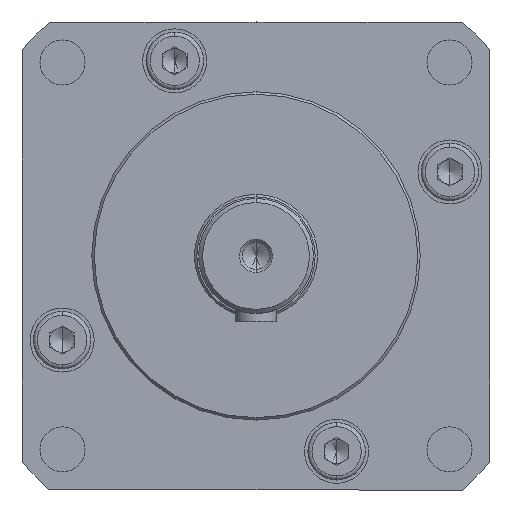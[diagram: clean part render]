
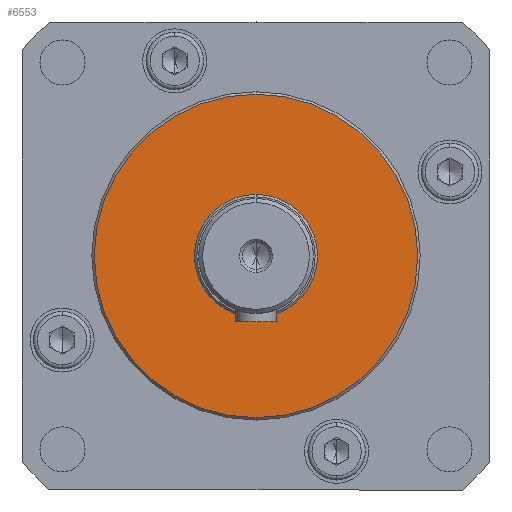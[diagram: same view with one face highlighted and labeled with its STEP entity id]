
A CAD part, left-side view. The second image highlights one B-rep face of the part: STEP entity #6553.
In plain terms, the highlighted planar face has unit normal (-1, 0, 0).
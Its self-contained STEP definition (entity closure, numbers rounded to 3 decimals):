
#47 = CARTESIAN_POINT ( 'NONE',  ( -17.202, 0., 0. ) ) ;
#56 = ORIENTED_EDGE ( 'NONE', *, *, #4353, .F. ) ;
#337 = AXIS2_PLACEMENT_3D ( 'NONE', #3176, #3197, #1095 ) ;
#485 = ORIENTED_EDGE ( 'NONE', *, *, #4969, .T. ) ;
#535 = DIRECTION ( 'NONE',  ( -1., 0., 0. ) ) ;
#760 = AXIS2_PLACEMENT_3D ( 'NONE', #3404, #1260, #4063 ) ;
#899 = AXIS2_PLACEMENT_3D ( 'NONE', #4185, #535, #2649 ) ;
#1095 = DIRECTION ( 'NONE',  ( 0., 0., 1. ) ) ;
#1101 = CIRCLE ( 'NONE', #3881, 19.703 ) ;
#1260 = DIRECTION ( 'NONE',  ( -1., 0., 0. ) ) ;
#1394 = VERTEX_POINT ( 'NONE', #2159 ) ;
#1469 = CARTESIAN_POINT ( 'NONE',  ( -17.202, 0., 0. ) ) ;
#1597 = CIRCLE ( 'NONE', #899, 7.503 ) ;
#1689 = DIRECTION ( 'NONE',  ( 0., 0., -1. ) ) ;
#1798 = EDGE_CURVE ( 'NONE', #1394, #3665, #1101, .T. ) ;
#1970 = EDGE_LOOP ( 'NONE', ( #56, #3856 ) ) ;
#2159 = CARTESIAN_POINT ( 'NONE',  ( -17.202, 0., -19.703 ) ) ;
#2396 = EDGE_LOOP ( 'NONE', ( #6163, #485 ) ) ;
#2551 = DIRECTION ( 'NONE',  ( 0., 0., 1. ) ) ;
#2649 = DIRECTION ( 'NONE',  ( 0., 0., 1. ) ) ;
#2937 = CARTESIAN_POINT ( 'NONE',  ( -17.202, 0., 7.503 ) ) ;
#3117 = EDGE_CURVE ( 'NONE', #5687, #4668, #3391, .T. ) ;
#3176 = CARTESIAN_POINT ( 'NONE',  ( -17.202, 0., 0. ) ) ;
#3197 = DIRECTION ( 'NONE',  ( -1., 0., 0. ) ) ;
#3391 = CIRCLE ( 'NONE', #760, 7.503 ) ;
#3404 = CARTESIAN_POINT ( 'NONE',  ( -17.202, 0., 0. ) ) ;
#3665 = VERTEX_POINT ( 'NONE', #4510 ) ;
#3777 = PLANE ( 'NONE',  #6739 ) ;
#3856 = ORIENTED_EDGE ( 'NONE', *, *, #3117, .F. ) ;
#3881 = AXIS2_PLACEMENT_3D ( 'NONE', #1469, #5677, #2551 ) ;
#4063 = DIRECTION ( 'NONE',  ( 0., 0., 1. ) ) ;
#4185 = CARTESIAN_POINT ( 'NONE',  ( -17.202, 0., 0. ) ) ;
#4353 = EDGE_CURVE ( 'NONE', #4668, #5687, #1597, .T. ) ;
#4480 = CIRCLE ( 'NONE', #337, 19.703 ) ;
#4510 = CARTESIAN_POINT ( 'NONE',  ( -17.202, 0., 19.703 ) ) ;
#4668 = VERTEX_POINT ( 'NONE', #2937 ) ;
#4712 = FACE_OUTER_BOUND ( 'NONE', #2396, .T. ) ;
#4829 = DIRECTION ( 'NONE',  ( 1., 0., 0. ) ) ;
#4969 = EDGE_CURVE ( 'NONE', #3665, #1394, #4480, .T. ) ;
#5677 = DIRECTION ( 'NONE',  ( -1., 0., 0. ) ) ;
#5687 = VERTEX_POINT ( 'NONE', #6299 ) ;
#6163 = ORIENTED_EDGE ( 'NONE', *, *, #1798, .T. ) ;
#6299 = CARTESIAN_POINT ( 'NONE',  ( -17.202, 0., -7.503 ) ) ;
#6553 = ADVANCED_FACE ( 'NONE', ( #6730, #4712 ), #3777, .F. ) ;
#6730 = FACE_BOUND ( 'NONE', #1970, .T. ) ;
#6739 = AXIS2_PLACEMENT_3D ( 'NONE', #47, #4829, #1689 ) ;
